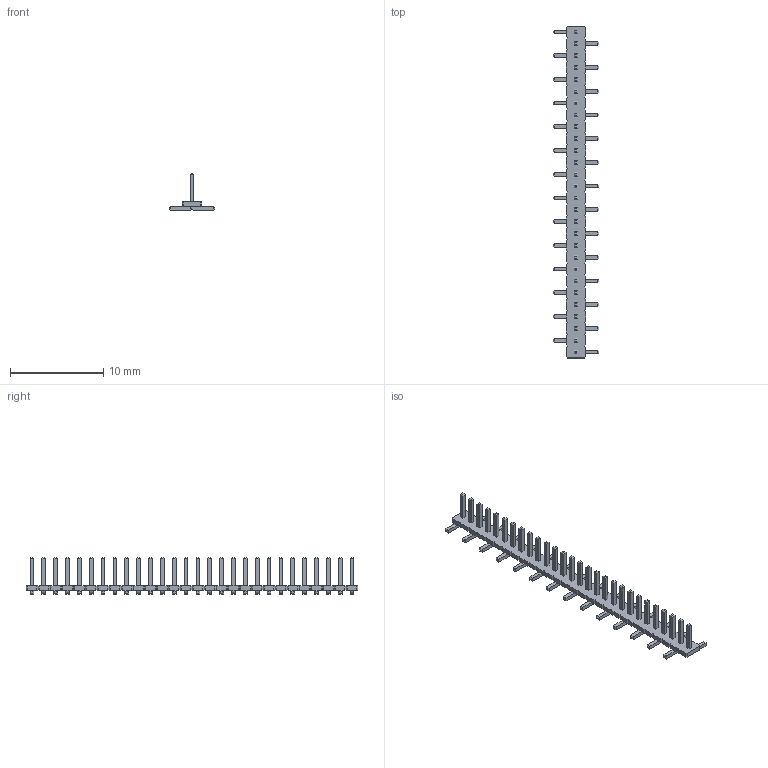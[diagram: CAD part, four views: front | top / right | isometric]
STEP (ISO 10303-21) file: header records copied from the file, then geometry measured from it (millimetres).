
FILE_DESCRIPTION(/* description */ ('model of PinHeader_1x28_P1.27mm_Vertical_SMD_Pin1Left'),/* implementation_level */ '2;1');
FILE_NAME(/* name */ 'PinHeader_1x28_P1.27mm_Vertical_SMD_Pin1Left.step',/* time_stamp */ '2017-12-02T02:40:59',/* author */ ('kicad StepUp','ksu'),/* organization */ ('FreeCAD'),/* preprocessor_version */ 'OCC',/* originating_system */ 'kicad StepUp',/* authorisation */ '');
FILE_SCHEMA(('AUTOMOTIVE_DESIGN_CC2 { 1 2 10303 214 -1 1 5 4 }'));
Length unit declared in the file: millimetre
Products named in the file (1): PinHeader_1x28_P127mm_Vertical_SMD_Pin1Left
Bounding box: 4.9 x 35.56 x 3.9 mm (x, y, z)
Volume: 61.4 mm3; surface area: 412 mm2
Topology: 1 solids, 1 shells, 704 faces, 1798 edges, 1124 vertices
Faces by surface type: plane 676, cylinder 28
Entity records: 25527 total; most frequent: CARTESIAN_POINT 3627, ORIENTED_EDGE 3596, DIRECTION 3264, EDGE_CURVE 1798, LINE 1742, VECTOR 1742, VERTEX_POINT 1124, AXIS2_PLACEMENT_3D 761
